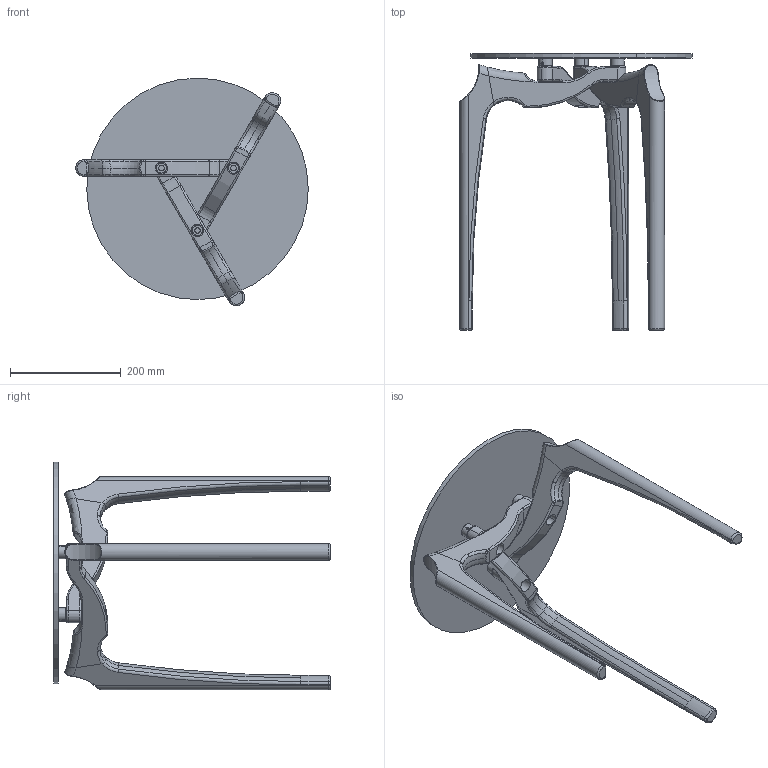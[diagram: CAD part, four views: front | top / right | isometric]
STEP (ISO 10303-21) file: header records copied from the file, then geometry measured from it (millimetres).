
FILE_DESCRIPTION (( 'STEP AP214' ), '1' );
FILE_NAME ('MI-480-00-05-F130623-CARLINA SIDE TABLE.STEP', '2024-05-14T08:29:46', ( '' ), ( '' ), 'SwSTEP 2.0', 'SolidWorks 2022', '' );
FILE_SCHEMA (( 'AUTOMOTIVE_DESIGN' ));
Length unit declared in the file: millimetre
Products named in the file (7): Tornillo DIN 912 M6X60; MI-480-00-05-F130623-CARLINA SIDE TABLE; MI-480-01-03-03-F130623-CASQUILLO; MI-480-01-03-02-F130623-SOBRE; Esparrago M4x10; Arandela DIN9021 M6; MI-480-01-03-01-F130623-PATA
Assembly tree (16 placements, depth 2):
  MI-480-00-05-F130623-CARLINA SIDE TABLE
    MI-480-01-03-01-F130623-PATA  x3
    MI-480-01-03-02-F130623-SOBRE
    MI-480-01-03-03-F130623-CASQUILLO  x3
    Tornillo DIN 912 M6X60  x3
    Arandela DIN9021 M6  x3
    Esparrago M4x10  x3
Bounding box: 420 x 499.81 x 411.3 mm (x, y, z)
Volume: 3058008.7 mm3; surface area: 554986.6 mm2
Topology: 22 solids, 22 shells, 445 faces, 984 edges, 598 vertices
Faces by surface type: cylinder 182, torus 114, plane 89, cone 36, bspline 24
Entity records: 5874 total; most frequent: CARTESIAN_POINT 2091, DIRECTION 812, ORIENTED_EDGE 660, AXIS2_PLACEMENT_3D 359, EDGE_CURVE 330, VERTEX_POINT 202, CIRCLE 197, EDGE_LOOP 168
